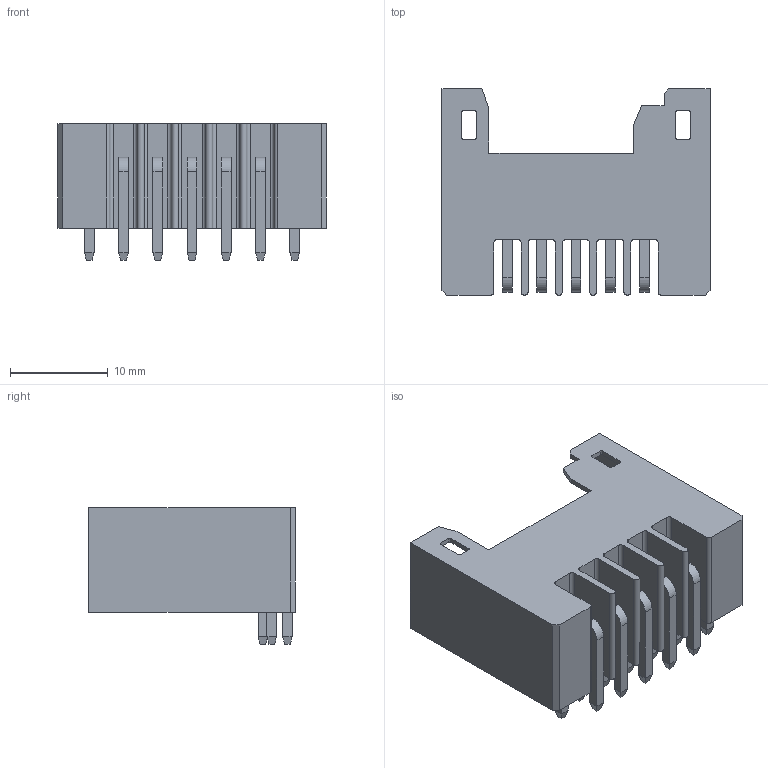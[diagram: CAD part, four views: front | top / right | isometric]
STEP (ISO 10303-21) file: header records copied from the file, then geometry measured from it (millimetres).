
FILE_DESCRIPTION(('STEP AP242'),'1');
FILE_NAME('xw4m-10d2-h1ds.stp','2024-10-07T14:39:06',('TraceParts'),('TraceParts S.A.'),'Spatial InterOp 3D',' ',' ');
FILE_SCHEMA(('AP242_MANAGED_MODEL_BASED_3D_ENGINEERING_MIM_LF {1 0 10303 442 1 1 4}'));
Length unit declared in the file: millimetre
Products named in the file (1): xw4m-10d2-h1ds
Bounding box: 27.4 x 21.1 x 14 mm (x, y, z)
Volume: 2680.3 mm3; surface area: 4343.6 mm2
Topology: 11 solids, 11 shells, 402 faces, 1016 edges, 648 vertices
Faces by surface type: plane 350, cylinder 52
Entity records: 15028 total; most frequent: CARTESIAN_POINT 2067, ORIENTED_EDGE 2032, DIRECTION 1926, EDGE_CURVE 1016, LINE 912, VECTOR 912, VERTEX_POINT 648, AXIS2_PLACEMENT_3D 507
